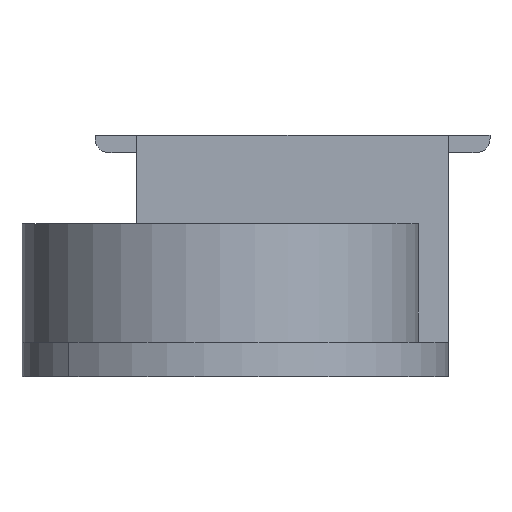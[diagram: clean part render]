
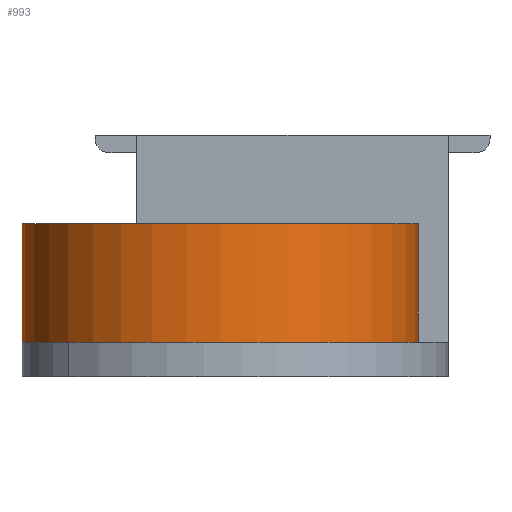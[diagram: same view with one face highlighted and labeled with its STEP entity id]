
A CAD part, front view. The second image highlights one B-rep face of the part: STEP entity #993.
In plain terms, the highlighted cylindrical face has radius 28.5 mm (diameter 57 mm), a full revolution.
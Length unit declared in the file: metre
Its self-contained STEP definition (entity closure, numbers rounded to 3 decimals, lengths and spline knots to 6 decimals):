
#36=CYLINDRICAL_SURFACE('',#1094,0.0285);
#73=CIRCLE('',#1082,0.0285);
#78=CIRCLE('',#1095,0.0285);
#312=ORIENTED_EDGE('',*,*,#468,.F.);
#313=ORIENTED_EDGE('',*,*,#454,.F.);
#454=EDGE_CURVE('',#555,#555,#73,.T.);
#468=EDGE_CURVE('',#561,#561,#78,.T.);
#555=VERTEX_POINT('',#1642);
#561=VERTEX_POINT('',#1670);
#794=EDGE_LOOP('',(#312));
#795=EDGE_LOOP('',(#313));
#887=FACE_BOUND('',#794,.T.);
#888=FACE_BOUND('',#795,.T.);
#993=ADVANCED_FACE('',(#887,#888),#36,.T.);
#1082=AXIS2_PLACEMENT_3D('',#1641,#1316,#1317);
#1094=AXIS2_PLACEMENT_3D('',#1668,#1349,#1350);
#1095=AXIS2_PLACEMENT_3D('',#1669,#1351,#1352);
#1316=DIRECTION('',(0.,0.,-1.));
#1317=DIRECTION('',(-1.,0.,0.));
#1349=DIRECTION('',(0.,0.,1.));
#1350=DIRECTION('',(-1.,0.,0.));
#1351=DIRECTION('',(0.,0.,1.));
#1352=DIRECTION('',(-1.,0.,0.));
#1641=CARTESIAN_POINT('',(0.,0.,0.));
#1642=CARTESIAN_POINT('',(-0.0285,0.,0.));
#1668=CARTESIAN_POINT('',(0.,0.,0.));
#1669=CARTESIAN_POINT('',(0.,0.,0.017));
#1670=CARTESIAN_POINT('',(-0.0285,0.,0.017));
